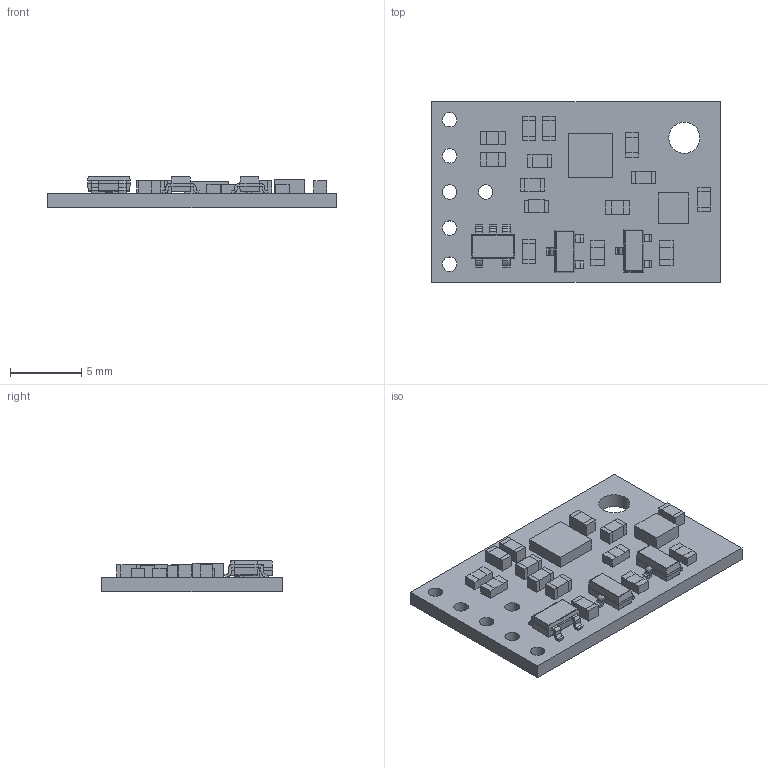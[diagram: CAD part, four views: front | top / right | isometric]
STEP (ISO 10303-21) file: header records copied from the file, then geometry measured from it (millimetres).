
FILE_DESCRIPTION (( 'STEP AP214' ), '1' );
FILE_NAME ('minimu-9-v5-gyro-accelerometer-and-compass-lsm6ds33-and-lis3mdl-carrier.step', '2017-07-24T19:16:43', ( '' ), ( '' ), 'SwSTEP 2.0', 'SolidWorks 2016', '' );
FILE_SCHEMA (( 'AUTOMOTIVE_DESIGN' ));
Length unit declared in the file: millimetre
Products named in the file (1): minimu-9-v5-gyro-accelerometer-and-compass-lsm6ds33-and-lis3mdl-carrier
Bounding box: 20.32 x 12.7 x 2.22 mm (x, y, z)
Volume: 298.9 mm3; surface area: 739.1 mm2
Topology: 1 solids, 1 shells, 789 faces, 2088 edges, 1350 vertices
Faces by surface type: plane 573, bspline 141, cylinder 75
Full cylindrical faces by diameter (mm): 1.016 x6, 2.184 x1
Entity records: 37452 total; most frequent: CARTESIAN_POINT 10158, ORIENTED_EDGE 4162, DIRECTION 3175, EDGE_CURVE 2081, LINE 1673, VECTOR 1673, VERTEX_POINT 1350, EDGE_LOOP 875
